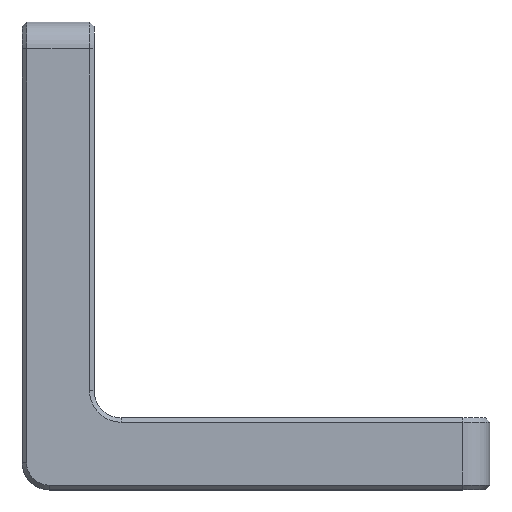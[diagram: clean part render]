
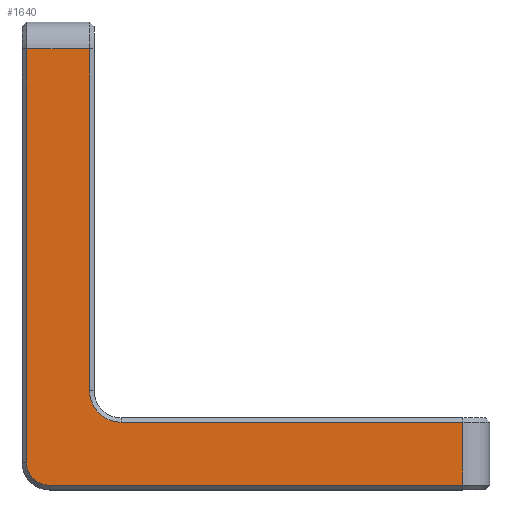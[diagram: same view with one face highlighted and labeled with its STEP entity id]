
A CAD part, top view. The second image highlights one B-rep face of the part: STEP entity #1640.
In plain terms, the highlighted planar face has unit normal (0, 0, 1).
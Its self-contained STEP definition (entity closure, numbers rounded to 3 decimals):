
#43 = CARTESIAN_POINT ( 'NONE',  ( 0.5, 49., 9.5 ) ) ;
#77 = VERTEX_POINT ( 'NONE', #1048 ) ;
#121 = VERTEX_POINT ( 'NONE', #43 ) ;
#142 = VECTOR ( 'NONE', #1124, 1000. ) ;
#163 = VERTEX_POINT ( 'NONE', #189 ) ;
#189 = CARTESIAN_POINT ( 'NONE',  ( 3., 0.5, 9.5 ) ) ;
#194 = FACE_OUTER_BOUND ( 'NONE', #1350, .T. ) ;
#229 = LINE ( 'NONE', #1358, #893 ) ;
#245 = CARTESIAN_POINT ( 'NONE',  ( 7.5, 49., 9.5 ) ) ;
#270 = VECTOR ( 'NONE', #1503, 1000. ) ;
#303 = AXIS2_PLACEMENT_3D ( 'NONE', #509, #802, #1776 ) ;
#330 = DIRECTION ( 'NONE',  ( 0., 0., -1. ) ) ;
#387 = EDGE_CURVE ( 'NONE', #1689, #77, #229, .T. ) ;
#416 = DIRECTION ( 'NONE',  ( 1., 0., 0. ) ) ;
#420 = VERTEX_POINT ( 'NONE', #245 ) ;
#423 = CIRCLE ( 'NONE', #1019, 2.5 ) ;
#438 = LINE ( 'NONE', #1619, #1525 ) ;
#506 = CIRCLE ( 'NONE', #751, 3.5 ) ;
#509 = CARTESIAN_POINT ( 'NONE',  ( 0., 0., 9.5 ) ) ;
#522 = ORIENTED_EDGE ( 'NONE', *, *, #719, .T. ) ;
#533 = CARTESIAN_POINT ( 'NONE',  ( 0.5, 3., 9.5 ) ) ;
#543 = EDGE_CURVE ( 'NONE', #163, #1670, #1315, .T. ) ;
#551 = VECTOR ( 'NONE', #753, 1000. ) ;
#557 = CARTESIAN_POINT ( 'NONE',  ( 49., 0.5, 9.5 ) ) ;
#578 = VECTOR ( 'NONE', #416, 1000. ) ;
#599 = VERTEX_POINT ( 'NONE', #533 ) ;
#652 = PLANE ( 'NONE',  #303 ) ;
#667 = DIRECTION ( 'NONE',  ( -1., 0., 0. ) ) ;
#672 = CARTESIAN_POINT ( 'NONE',  ( 49., 0.5, 9.5 ) ) ;
#719 = EDGE_CURVE ( 'NONE', #121, #599, #739, .T. ) ;
#739 = LINE ( 'NONE', #1355, #270 ) ;
#740 = ORIENTED_EDGE ( 'NONE', *, *, #1778, .T. ) ;
#751 = AXIS2_PLACEMENT_3D ( 'NONE', #1176, #330, #1308 ) ;
#753 = DIRECTION ( 'NONE',  ( -1., 0., 0. ) ) ;
#772 = DIRECTION ( 'NONE',  ( 0., 0., 1. ) ) ;
#802 = DIRECTION ( 'NONE',  ( 0., 0., 1. ) ) ;
#893 = VECTOR ( 'NONE', #667, 1000. ) ;
#924 = EDGE_CURVE ( 'NONE', #1440, #420, #438, .T. ) ;
#979 = CARTESIAN_POINT ( 'NONE',  ( 49., 8., 9.5 ) ) ;
#1019 = AXIS2_PLACEMENT_3D ( 'NONE', #1604, #772, #1751 ) ;
#1048 = CARTESIAN_POINT ( 'NONE',  ( 11., 7.5, 9.5 ) ) ;
#1124 = DIRECTION ( 'NONE',  ( 0., 1., 0. ) ) ;
#1137 = EDGE_CURVE ( 'NONE', #77, #1440, #506, .T. ) ;
#1149 = ORIENTED_EDGE ( 'NONE', *, *, #1174, .T. ) ;
#1174 = EDGE_CURVE ( 'NONE', #599, #163, #423, .T. ) ;
#1176 = CARTESIAN_POINT ( 'NONE',  ( 11., 11., 9.5 ) ) ;
#1292 = CARTESIAN_POINT ( 'NONE',  ( 0., 49., 9.5 ) ) ;
#1308 = DIRECTION ( 'NONE',  ( 1., 0., 0. ) ) ;
#1315 = LINE ( 'NONE', #557, #578 ) ;
#1350 = EDGE_LOOP ( 'NONE', ( #1707, #1524, #1542, #1797, #740, #522, #1149, #1491 ) ) ;
#1355 = CARTESIAN_POINT ( 'NONE',  ( 0.5, 3., 9.5 ) ) ;
#1358 = CARTESIAN_POINT ( 'NONE',  ( 11., 7.5, 9.5 ) ) ;
#1370 = CARTESIAN_POINT ( 'NONE',  ( 49., 7.5, 9.5 ) ) ;
#1440 = VERTEX_POINT ( 'NONE', #1538 ) ;
#1459 = EDGE_CURVE ( 'NONE', #1670, #1689, #1601, .T. ) ;
#1491 = ORIENTED_EDGE ( 'NONE', *, *, #543, .T. ) ;
#1503 = DIRECTION ( 'NONE',  ( 0., -1., 0. ) ) ;
#1524 = ORIENTED_EDGE ( 'NONE', *, *, #387, .T. ) ;
#1525 = VECTOR ( 'NONE', #1763, 1000. ) ;
#1538 = CARTESIAN_POINT ( 'NONE',  ( 7.5, 11., 9.5 ) ) ;
#1542 = ORIENTED_EDGE ( 'NONE', *, *, #1137, .T. ) ;
#1601 = LINE ( 'NONE', #979, #142 ) ;
#1604 = CARTESIAN_POINT ( 'NONE',  ( 3., 3., 9.5 ) ) ;
#1619 = CARTESIAN_POINT ( 'NONE',  ( 7.5, 49., 9.5 ) ) ;
#1640 = ADVANCED_FACE ( 'NONE', ( #194 ), #652, .T. ) ;
#1670 = VERTEX_POINT ( 'NONE', #672 ) ;
#1689 = VERTEX_POINT ( 'NONE', #1370 ) ;
#1707 = ORIENTED_EDGE ( 'NONE', *, *, #1459, .T. ) ;
#1708 = LINE ( 'NONE', #1292, #551 ) ;
#1751 = DIRECTION ( 'NONE',  ( 1., 0., 0. ) ) ;
#1763 = DIRECTION ( 'NONE',  ( 0., 1., 0. ) ) ;
#1776 = DIRECTION ( 'NONE',  ( 1., 0., 0. ) ) ;
#1778 = EDGE_CURVE ( 'NONE', #420, #121, #1708, .T. ) ;
#1797 = ORIENTED_EDGE ( 'NONE', *, *, #924, .T. ) ;
